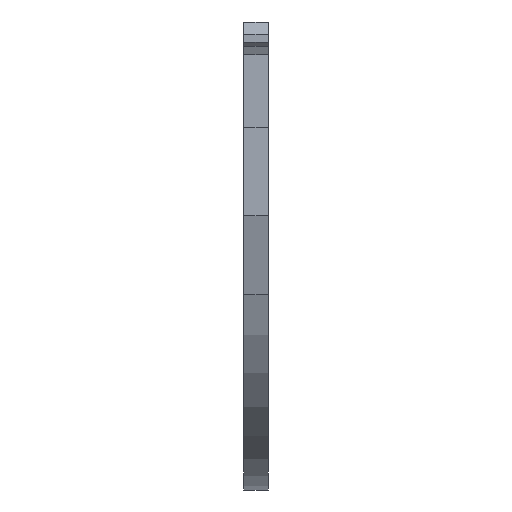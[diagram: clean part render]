
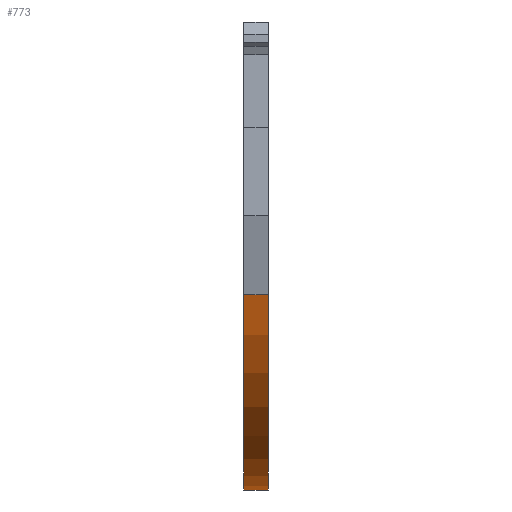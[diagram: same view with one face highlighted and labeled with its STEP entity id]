
A CAD part, left-side view. The second image highlights one B-rep face of the part: STEP entity #773.
In plain terms, the highlighted cylindrical face has radius 32.5 mm (diameter 65 mm), a partial arc.
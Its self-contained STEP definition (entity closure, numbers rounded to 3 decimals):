
#114 = AXIS2_PLACEMENT_3D ( 'NONE', #813, #811, #818 ) ;
#130 = VERTEX_POINT ( 'NONE', #904 ) ;
#174 = CIRCLE ( 'NONE', #643, 32.5 ) ;
#233 = CARTESIAN_POINT ( 'NONE',  ( 0., 0., -32.5 ) ) ;
#253 = DIRECTION ( 'NONE',  ( 0., -1., 0. ) ) ;
#293 = CARTESIAN_POINT ( 'NONE',  ( -31.367, 3., -8.508 ) ) ;
#319 = ORIENTED_EDGE ( 'NONE', *, *, #554, .F. ) ;
#338 = ORIENTED_EDGE ( 'NONE', *, *, #861, .T. ) ;
#365 = VERTEX_POINT ( 'NONE', #233 ) ;
#452 = ORIENTED_EDGE ( 'NONE', *, *, #742, .T. ) ;
#466 = ORIENTED_EDGE ( 'NONE', *, *, #1100, .F. ) ;
#554 = EDGE_CURVE ( 'NONE', #697, #130, #174, .T. ) ;
#581 = DIRECTION ( 'NONE',  ( 0., -1., 0. ) ) ;
#598 = CARTESIAN_POINT ( 'NONE',  ( 0., 3., -32.5 ) ) ;
#643 = AXIS2_PLACEMENT_3D ( 'NONE', #1407, #1396, #1392 ) ;
#697 = VERTEX_POINT ( 'NONE', #1094 ) ;
#742 = EDGE_CURVE ( 'NONE', #365, #1279, #1355, .T. ) ;
#773 = ADVANCED_FACE ( 'NONE', ( #1288 ), #1238, .T. ) ;
#811 = DIRECTION ( 'NONE',  ( 0., -1., 0. ) ) ;
#813 = CARTESIAN_POINT ( 'NONE',  ( 0., 3., 0. ) ) ;
#818 = DIRECTION ( 'NONE',  ( 0., 0., -1. ) ) ;
#821 = VECTOR ( 'NONE', #253, 1000. ) ;
#861 = EDGE_CURVE ( 'NONE', #697, #365, #1121, .T. ) ;
#904 = CARTESIAN_POINT ( 'NONE',  ( -31.367, 3., -8.508 ) ) ;
#925 = DIRECTION ( 'NONE',  ( 0., 0., -1. ) ) ;
#932 = DIRECTION ( 'NONE',  ( 0., 1., 0. ) ) ;
#935 = CARTESIAN_POINT ( 'NONE',  ( 0., 0., 0. ) ) ;
#963 = LINE ( 'NONE', #293, #821 ) ;
#975 = AXIS2_PLACEMENT_3D ( 'NONE', #935, #932, #925 ) ;
#1038 = EDGE_LOOP ( 'NONE', ( #319, #338, #452, #466 ) ) ;
#1094 = CARTESIAN_POINT ( 'NONE',  ( 0., 3., -32.5 ) ) ;
#1100 = EDGE_CURVE ( 'NONE', #130, #1279, #963, .T. ) ;
#1102 = VECTOR ( 'NONE', #581, 1000. ) ;
#1121 = LINE ( 'NONE', #598, #1102 ) ;
#1238 = CYLINDRICAL_SURFACE ( 'NONE', #114, 32.5 ) ;
#1279 = VERTEX_POINT ( 'NONE', #1410 ) ;
#1288 = FACE_OUTER_BOUND ( 'NONE', #1038, .T. ) ;
#1355 = CIRCLE ( 'NONE', #975, 32.5 ) ;
#1392 = DIRECTION ( 'NONE',  ( 0., 0., -1. ) ) ;
#1396 = DIRECTION ( 'NONE',  ( 0., 1., 0. ) ) ;
#1407 = CARTESIAN_POINT ( 'NONE',  ( 0., 3., 0. ) ) ;
#1410 = CARTESIAN_POINT ( 'NONE',  ( -31.367, 0., -8.508 ) ) ;
